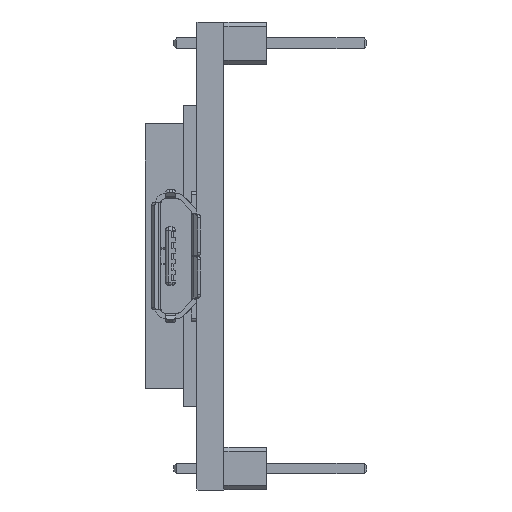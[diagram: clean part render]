
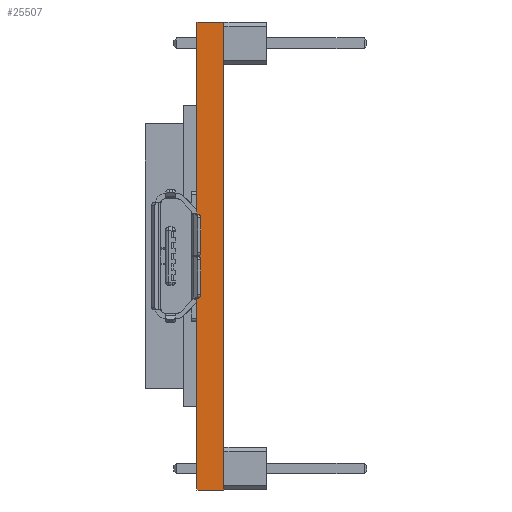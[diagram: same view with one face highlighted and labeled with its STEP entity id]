
A CAD part, left-side view. The second image highlights one B-rep face of the part: STEP entity #25507.
In plain terms, the highlighted planar face has unit normal (-1, 0, 0).
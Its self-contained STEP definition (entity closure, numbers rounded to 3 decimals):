
#2255=FACE_OUTER_BOUND('',#3710,.T.);
#3710=EDGE_LOOP('',(#21174,#21175,#21176,#21177));
#6358=LINE('',#40758,#9222);
#6359=LINE('',#40761,#9223);
#6360=LINE('',#40763,#9224);
#6361=LINE('',#40764,#9225);
#9222=VECTOR('',#33384,10.);
#9223=VECTOR('',#33387,10.);
#9224=VECTOR('',#33388,10.);
#9225=VECTOR('',#33389,10.);
#11572=VERTEX_POINT('',#40754);
#11573=VERTEX_POINT('',#40756);
#11574=VERTEX_POINT('',#40760);
#11575=VERTEX_POINT('',#40762);
#14859=EDGE_CURVE('',#11572,#11573,#6358,.T.);
#14860=EDGE_CURVE('',#11572,#11574,#6359,.T.);
#14861=EDGE_CURVE('',#11575,#11573,#6360,.T.);
#14862=EDGE_CURVE('',#11574,#11575,#6361,.T.);
#21174=ORIENTED_EDGE('',*,*,#14860,.F.);
#21175=ORIENTED_EDGE('',*,*,#14859,.T.);
#21176=ORIENTED_EDGE('',*,*,#14861,.F.);
#21177=ORIENTED_EDGE('',*,*,#14862,.F.);
#23235=PLANE('',#27397);
#25507=ADVANCED_FACE('',(#2255),#23235,.T.);
#27397=AXIS2_PLACEMENT_3D('',#40759,#33385,#33386);
#33384=DIRECTION('',(0.,1.,0.));
#33385=DIRECTION('center_axis',(-1.,0.,0.));
#33386=DIRECTION('ref_axis',(0.,0.,1.));
#33387=DIRECTION('',(0.,0.,-1.));
#33388=DIRECTION('',(0.,0.,1.));
#33389=DIRECTION('',(0.,1.,0.));
#40754=CARTESIAN_POINT('',(-24.13,0.,13.97));
#40756=CARTESIAN_POINT('',(-24.13,1.6,13.97));
#40758=CARTESIAN_POINT('',(-24.13,0.,13.97));
#40759=CARTESIAN_POINT('Origin',(-24.13,0.,-13.97));
#40760=CARTESIAN_POINT('',(-24.13,0.,-13.97));
#40761=CARTESIAN_POINT('',(-24.13,0.,13.97));
#40762=CARTESIAN_POINT('',(-24.13,1.6,-13.97));
#40763=CARTESIAN_POINT('',(-24.13,1.6,13.97));
#40764=CARTESIAN_POINT('',(-24.13,0.,-13.97));
